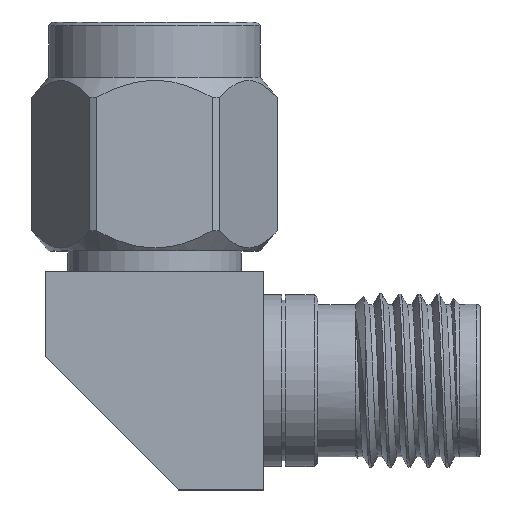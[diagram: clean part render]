
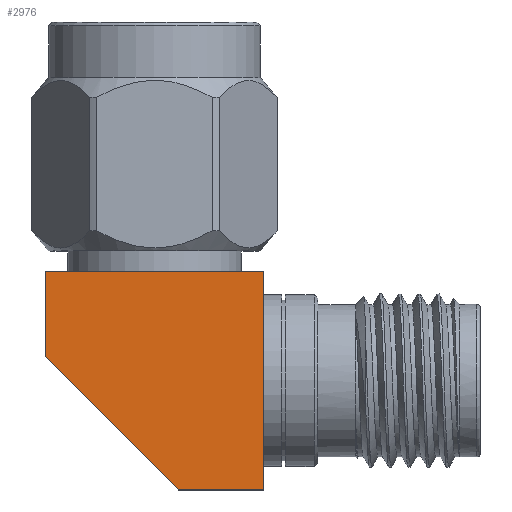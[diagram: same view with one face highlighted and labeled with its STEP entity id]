
A CAD part, top view. The second image highlights one B-rep face of the part: STEP entity #2976.
In plain terms, the highlighted planar face has unit normal (0, 0, 1).
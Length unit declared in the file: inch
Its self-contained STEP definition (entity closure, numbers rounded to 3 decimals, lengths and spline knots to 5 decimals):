
#96 = DIRECTION ( 'NONE',  ( 0., 1., 0. ) ) ;
#105 = LINE ( 'NONE', #2076, #3681 ) ;
#457 = LINE ( 'NONE', #2817, #630 ) ;
#533 = ORIENTED_EDGE ( 'NONE', *, *, #3924, .T. ) ;
#548 = VERTEX_POINT ( 'NONE', #4520 ) ;
#562 = CARTESIAN_POINT ( 'NONE',  ( 0.15748, -0.15748, 0.15748 ) ) ;
#630 = VECTOR ( 'NONE', #4474, 39.37008 ) ;
#645 = PLANE ( 'NONE',  #1209 ) ;
#874 = CARTESIAN_POINT ( 'NONE',  ( 0.15748, -0.15748, 0.15748 ) ) ;
#1056 = DIRECTION ( 'NONE',  ( -1., 0., 0. ) ) ;
#1086 = VECTOR ( 'NONE', #4291, 39.37008 ) ;
#1209 = AXIS2_PLACEMENT_3D ( 'NONE', #3208, #3981, #1056 ) ;
#1219 = LINE ( 'NONE', #3462, #1086 ) ;
#1306 = FACE_OUTER_BOUND ( 'NONE', #5249, .T. ) ;
#1322 = EDGE_CURVE ( 'NONE', #4897, #1890, #457, .T. ) ;
#1868 = EDGE_CURVE ( 'NONE', #1890, #3568, #4069, .T. ) ;
#1890 = VERTEX_POINT ( 'NONE', #562 ) ;
#1990 = CARTESIAN_POINT ( 'NONE',  ( 0.15748, 0.15748, 0.15748 ) ) ;
#2076 = CARTESIAN_POINT ( 'NONE',  ( -0.15748, -0.15748, 0.15748 ) ) ;
#2215 = VECTOR ( 'NONE', #3170, 39.37008 ) ;
#2736 = ORIENTED_EDGE ( 'NONE', *, *, #1868, .T. ) ;
#2817 = CARTESIAN_POINT ( 'NONE',  ( -0.15748, -0.15748, 0.15748 ) ) ;
#2941 = VERTEX_POINT ( 'NONE', #4001 ) ;
#2976 = ADVANCED_FACE ( 'NONE', ( #1306 ), #645, .F. ) ;
#3170 = DIRECTION ( 'NONE',  ( -0.707, 0.707, 0. ) ) ;
#3200 = CARTESIAN_POINT ( 'NONE',  ( -0.15748, 0.03448, 0.15748 ) ) ;
#3208 = CARTESIAN_POINT ( 'NONE',  ( 0., 0., 0.15748 ) ) ;
#3244 = ORIENTED_EDGE ( 'NONE', *, *, #1322, .T. ) ;
#3348 = LINE ( 'NONE', #3200, #2215 ) ;
#3462 = CARTESIAN_POINT ( 'NONE',  ( -0.15748, 0.15748, 0.15748 ) ) ;
#3568 = VERTEX_POINT ( 'NONE', #1990 ) ;
#3681 = VECTOR ( 'NONE', #3776, 39.37008 ) ;
#3776 = DIRECTION ( 'NONE',  ( 0., -1., 0. ) ) ;
#3924 = EDGE_CURVE ( 'NONE', #548, #2941, #105, .T. ) ;
#3981 = DIRECTION ( 'NONE',  ( 0., 0., -1. ) ) ;
#4001 = CARTESIAN_POINT ( 'NONE',  ( -0.15748, 0.03448, 0.15748 ) ) ;
#4069 = LINE ( 'NONE', #874, #4786 ) ;
#4143 = ORIENTED_EDGE ( 'NONE', *, *, #5027, .F. ) ;
#4276 = ORIENTED_EDGE ( 'NONE', *, *, #5437, .T. ) ;
#4291 = DIRECTION ( 'NONE',  ( -1., 0., 0. ) ) ;
#4474 = DIRECTION ( 'NONE',  ( 1., 0., 0. ) ) ;
#4520 = CARTESIAN_POINT ( 'NONE',  ( -0.15748, 0.15748, 0.15748 ) ) ;
#4786 = VECTOR ( 'NONE', #96, 39.37008 ) ;
#4897 = VERTEX_POINT ( 'NONE', #5459 ) ;
#5027 = EDGE_CURVE ( 'NONE', #4897, #2941, #3348, .T. ) ;
#5249 = EDGE_LOOP ( 'NONE', ( #533, #4143, #3244, #2736, #4276 ) ) ;
#5437 = EDGE_CURVE ( 'NONE', #3568, #548, #1219, .T. ) ;
#5459 = CARTESIAN_POINT ( 'NONE',  ( 0.03448, -0.15748, 0.15748 ) ) ;
